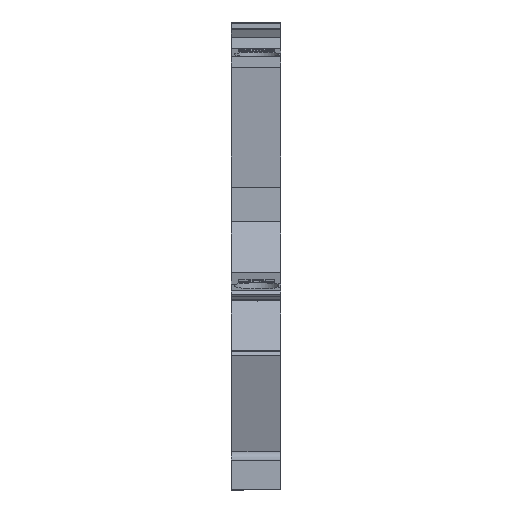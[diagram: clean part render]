
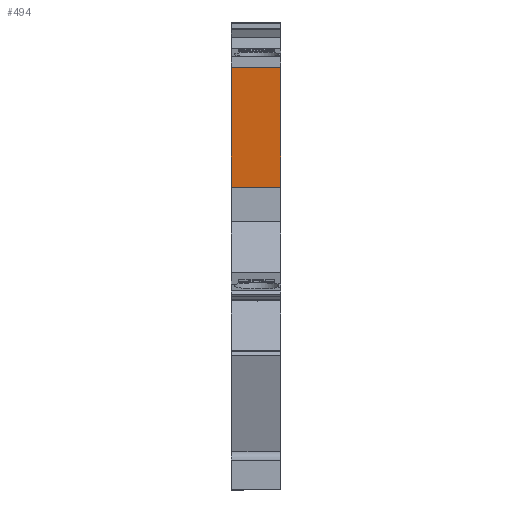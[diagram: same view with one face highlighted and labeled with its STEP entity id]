
A CAD part, front view. The second image highlights one B-rep face of the part: STEP entity #494.
In plain terms, the highlighted planar face has unit normal (0, -0.996, -0.087).
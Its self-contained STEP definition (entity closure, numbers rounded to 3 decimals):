
#494=ADVANCED_FACE('',(#1334),#1335,.F.);
#1334=FACE_OUTER_BOUND('',#2521,.T.);
#1335=PLANE('',#2522);
#2521=EDGE_LOOP('',(#3936,#3937,#3938,#3939));
#2522=AXIS2_PLACEMENT_3D('',#3940,#3941,#3942);
#3936=ORIENTED_EDGE('',*,*,#7673,.T.);
#3937=ORIENTED_EDGE('',*,*,#7676,.F.);
#3938=ORIENTED_EDGE('',*,*,#7677,.F.);
#3939=ORIENTED_EDGE('',*,*,#7678,.T.);
#3940=CARTESIAN_POINT('',(0.,12.809,43.975));
#3941=DIRECTION('',(0.,0.996,0.087));
#3942=DIRECTION('',(-1.0,0.,0.));
#7673=EDGE_CURVE('',#9341,#9339,#9342,.T.);
#7676=EDGE_CURVE('',#9345,#9339,#9346,.T.);
#7677=EDGE_CURVE('',#9347,#9345,#9348,.T.);
#7678=EDGE_CURVE('',#9347,#9341,#9349,.T.);
#9339=VERTEX_POINT('',#11851);
#9341=VERTEX_POINT('',#11854);
#9342=LINE('',#11855,#11856);
#9345=VERTEX_POINT('',#11860);
#9346=LINE('',#11861,#11862);
#9347=VERTEX_POINT('',#11863);
#9348=LINE('',#11864,#11865);
#9349=LINE('',#11866,#11867);
#11851=CARTESIAN_POINT('',(5.15,13.9,31.5));
#11854=CARTESIAN_POINT('',(0.,13.9,31.5));
#11855=CARTESIAN_POINT('',(-48.52,13.9,31.5));
#11856=VECTOR('',#17016,1.0);
#11860=CARTESIAN_POINT('',(5.15,12.809,43.975));
#11861=CARTESIAN_POINT('',(5.15,14.502,24.623));
#11862=VECTOR('',#17018,1.0);
#11863=CARTESIAN_POINT('',(0.,12.809,43.975));
#11864=CARTESIAN_POINT('',(-48.52,12.809,43.975));
#11865=VECTOR('',#17019,1.0);
#11866=CARTESIAN_POINT('',(0.,14.553,24.039));
#11867=VECTOR('',#17020,1.0);
#17016=DIRECTION('',(1.0,0.,0.));
#17018=DIRECTION('',(0.,0.087,-0.996));
#17019=DIRECTION('',(1.0,0.,0.));
#17020=DIRECTION('',(0.,0.087,-0.996));
